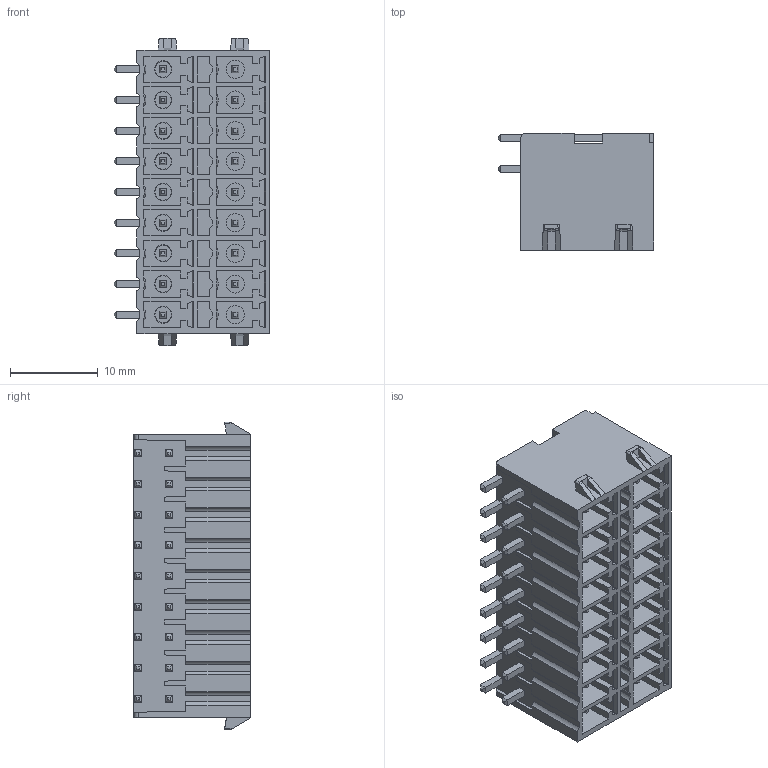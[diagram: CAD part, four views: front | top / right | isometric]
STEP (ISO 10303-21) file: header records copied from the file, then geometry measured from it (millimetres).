
FILE_DESCRIPTION((''),'2;1');
FILE_NAME('TLPHDL-007R-1','2024-09-18T13:37:53',('sheji109'),(''),'CREO PARAMETRIC BY PTC INC, 2018100','CREO PARAMETRIC BY PTC INC, 2018100','');
FILE_SCHEMA(('CONFIG_CONTROL_DESIGN'));
Length unit declared in the file: millimetre
Products named in the file (1): TLPHDL-007R-1
Bounding box: 17.8 x 13.3 x 35.1 mm (x, y, z)
Volume: 4462.9 mm3; surface area: 5862.8 mm2
Topology: 1 solids, 1 shells, 1025 faces, 2666 edges, 1724 vertices
Faces by surface type: plane 903, cylinder 86, cone 36
Entity records: 30901 total; most frequent: CARTESIAN_POINT 5678, ORIENTED_EDGE 5332, DIRECTION 4862, EDGE_CURVE 2666, VECTOR 2396, LINE 2396, VERTEX_POINT 1724, AXIS2_PLACEMENT_3D 1233
